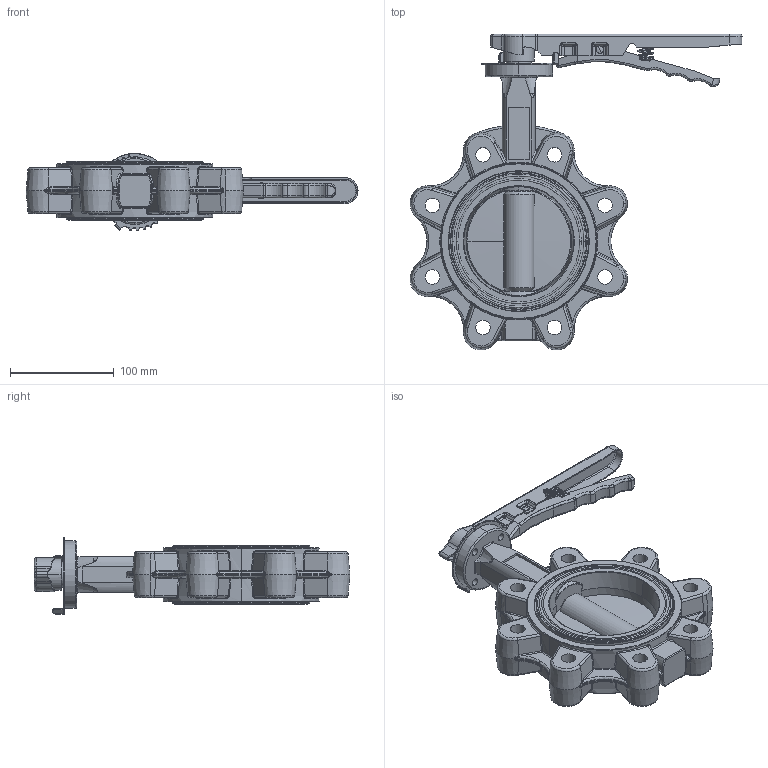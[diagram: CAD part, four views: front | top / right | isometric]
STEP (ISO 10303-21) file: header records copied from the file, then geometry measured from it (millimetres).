
FILE_DESCRIPTION (( 'STEP AP203' ), '1' );
FILE_NAME ('L9.000100L16C.STEP', '2023-03-09T07:57:06', ( '' ), ( '' ), 'SwSTEP 2.0', 'SolidWorks 2017', '' );
FILE_SCHEMA (( 'CONFIG_CONTROL_DESIGN' ));
Length unit declared in the file: millimetre
Products named in the file (1): L9.000100L16C
Bounding box: 319.77 x 304.26 x 74.3 mm (x, y, z)
Volume: 1145410.2 mm3; surface area: 197714.3 mm2
Topology: 2 solids, 2 shells, 1584 faces, 3938 edges, 2359 vertices
Faces by surface type: cylinder 447, plane 395, bspline 301, torus 288, cone 94, sphere 59
Entity records: 61954 total; most frequent: CARTESIAN_POINT 26504, ORIENTED_EDGE 7782, DIRECTION 7091, EDGE_CURVE 3891, AXIS2_PLACEMENT_3D 2815, VERTEX_POINT 2357, EDGE_LOOP 1660, ADVANCED_FACE 1584
